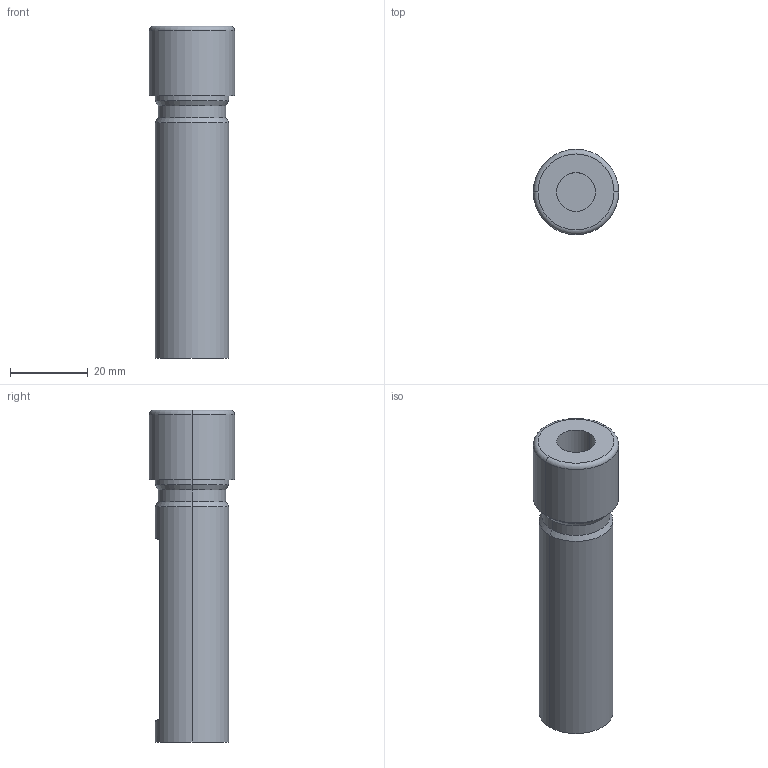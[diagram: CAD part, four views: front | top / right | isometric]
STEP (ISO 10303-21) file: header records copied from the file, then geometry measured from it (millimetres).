
FILE_DESCRIPTION (( 'STEP AP203' ), '1' );
FILE_NAME ('STP-SATE-BD-DC16.750-3C.STEP', '2021-05-21T06:58:30', ( '' ), ( '' ), 'SwSTEP 2.0', 'SolidWorks 2017', '' );
FILE_SCHEMA (( 'CONFIG_CONTROL_DESIGN' ));
Length unit declared in the file: millimetre
Products named in the file (1): STP-SATE-BD-DC16.750-3C
Bounding box: 22 x 22 x 85.6 mm (x, y, z)
Volume: 21960.1 mm3; surface area: 7273.4 mm2
Topology: 1 solids, 1 shells, 28 faces, 54 edges, 32 vertices
Faces by surface type: cylinder 10, cone 8, plane 8, torus 2
Entity records: 789 total; most frequent: DIRECTION 140, CARTESIAN_POINT 121, ORIENTED_EDGE 108, AXIS2_PLACEMENT_3D 59, EDGE_CURVE 54, EDGE_LOOP 32, VERTEX_POINT 32, CIRCLE 30
